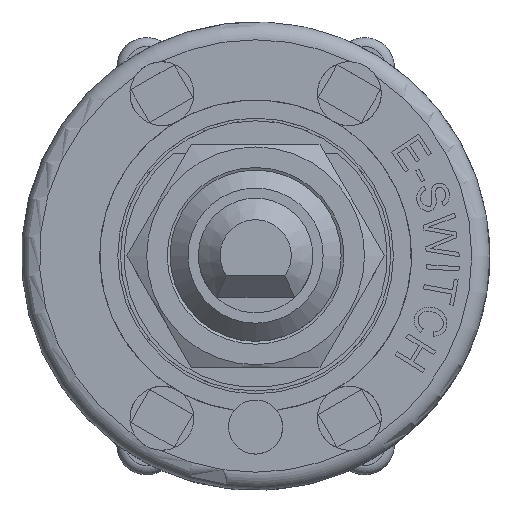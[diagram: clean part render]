
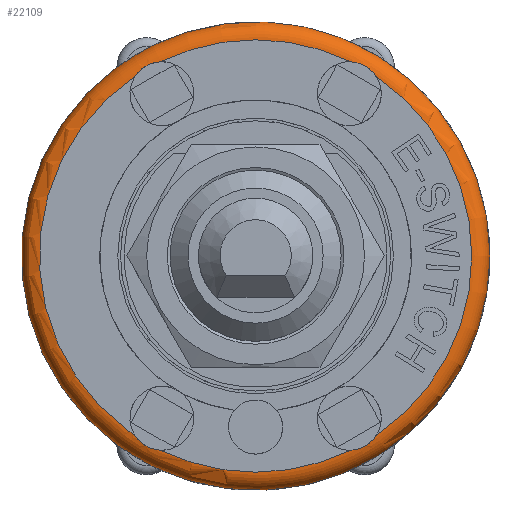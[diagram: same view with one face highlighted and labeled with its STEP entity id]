
A CAD part, top view. The second image highlights one B-rep face of the part: STEP entity #22109.
In plain terms, the highlighted toroidal (fillet/blend) face has major radius 12 mm and minor radius 1 mm.
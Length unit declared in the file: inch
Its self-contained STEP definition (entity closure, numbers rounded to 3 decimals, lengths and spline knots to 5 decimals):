
#21459=CARTESIAN_POINT('',(0.51181,0.0,0.37402));
#21460=VERTEX_POINT('',#21459);
#21461=CARTESIAN_POINT('',(0.0,0.0,0.37402));
#21462=DIRECTION('',(0.0,0.0,1.0));
#21463=DIRECTION('',(-1.0,0.0,0.0));
#21464=AXIS2_PLACEMENT_3D('',#21461,#21462,#21463);
#21465=CIRCLE('',#21464,0.51181);
#21466=EDGE_CURVE('',#21460,#21460,#21465,.T.);
#21709=CARTESIAN_POINT('',(-0.26379,0.39194,0.41339));
#21710=VERTEX_POINT('',#21709);
#21719=CARTESIAN_POINT('',(-0.20753,0.42442,0.41339));
#21720=VERTEX_POINT('',#21719);
#21728=CARTESIAN_POINT('',(-0.26379,0.39194,0.41339));
#21729=CARTESIAN_POINT('',(-0.26063,0.39693,0.41339));
#21730=CARTESIAN_POINT('',(-0.25684,0.40153,0.41318));
#21731=CARTESIAN_POINT('',(-0.25019,0.40776,0.41294));
#21732=CARTESIAN_POINT('',(-0.24774,0.40975,0.41287));
#21733=CARTESIAN_POINT('',(-0.24411,0.41233,0.41281));
#21734=CARTESIAN_POINT('',(-0.24303,0.41306,0.41279));
#21735=CARTESIAN_POINT('',(-0.24115,0.41424,0.41278));
#21736=CARTESIAN_POINT('',(-0.24035,0.41472,0.41278));
#21737=CARTESIAN_POINT('',(-0.23874,0.41565,0.41278));
#21738=CARTESIAN_POINT('',(-0.23791,0.4161,0.41278));
#21739=CARTESIAN_POINT('',(-0.23586,0.41717,0.4128));
#21740=CARTESIAN_POINT('',(-0.23462,0.41777,0.41281));
#21741=CARTESIAN_POINT('',(-0.23029,0.41972,0.41288));
#21742=CARTESIAN_POINT('',(-0.22713,0.42087,0.41296));
#21743=CARTESIAN_POINT('',(-0.2184,0.42336,0.41321));
#21744=CARTESIAN_POINT('',(-0.2129,0.4242,0.41339));
#21745=CARTESIAN_POINT('',(-0.20753,0.42442,0.41339));
#21746=B_SPLINE_CURVE_WITH_KNOTS('',3,(#21728,#21729,#21730,#21731,#21732,#21733,#21734,#21735,#21736,#21737,#21738,#21739,#21740,#21741,#21742,#21743,#21744,#21745),.UNSPECIFIED.,.F.,.U.,(4,2,2,2,2,2,2,2,4),(-0.30321,-0.28459,-0.27477,-0.27072,-0.26786,-0.26495,-0.2607,-0.25033,-0.23279),.UNSPECIFIED.);
#21747=EDGE_CURVE('',#21710,#21720,#21746,.T.);
#21783=CARTESIAN_POINT('',(-0.26379,-0.39194,0.41339));
#21784=VERTEX_POINT('',#21783);
#21794=CARTESIAN_POINT('',(-0.20753,-0.42442,0.41339));
#21795=VERTEX_POINT('',#21794);
#21796=CARTESIAN_POINT('',(-0.20753,-0.42442,0.41339));
#21797=CARTESIAN_POINT('',(-0.21344,-0.42418,0.41339));
#21798=CARTESIAN_POINT('',(-0.21932,-0.42319,0.41318));
#21799=CARTESIAN_POINT('',(-0.22803,-0.42055,0.41294));
#21800=CARTESIAN_POINT('',(-0.23098,-0.41943,0.41287));
#21801=CARTESIAN_POINT('',(-0.23503,-0.41757,0.41281));
#21802=CARTESIAN_POINT('',(-0.2362,-0.417,0.41279));
#21803=CARTESIAN_POINT('',(-0.23817,-0.41596,0.41278));
#21804=CARTESIAN_POINT('',(-0.23898,-0.41551,0.41278));
#21805=CARTESIAN_POINT('',(-0.24059,-0.41458,0.41278));
#21806=CARTESIAN_POINT('',(-0.2414,-0.41409,0.41278));
#21807=CARTESIAN_POINT('',(-0.24335,-0.41285,0.4128));
#21808=CARTESIAN_POINT('',(-0.24449,-0.41207,0.41281));
#21809=CARTESIAN_POINT('',(-0.24834,-0.4093,0.41288));
#21810=CARTESIAN_POINT('',(-0.25092,-0.40713,0.41296));
#21811=CARTESIAN_POINT('',(-0.25744,-0.40082,0.41321));
#21812=CARTESIAN_POINT('',(-0.26092,-0.39648,0.41339));
#21813=CARTESIAN_POINT('',(-0.26379,-0.39194,0.41339));
#21814=B_SPLINE_CURVE_WITH_KNOTS('',3,(#21796,#21797,#21798,#21799,#21800,#21801,#21802,#21803,#21804,#21805,#21806,#21807,#21808,#21809,#21810,#21811,#21812,#21813),.UNSPECIFIED.,.F.,.U.,(4,2,2,2,2,2,2,2,4),(-0.30321,-0.28459,-0.27477,-0.27072,-0.26786,-0.26495,-0.2607,-0.25033,-0.23279),.UNSPECIFIED.);
#21815=EDGE_CURVE('',#21795,#21784,#21814,.T.);
#21883=CARTESIAN_POINT('',(0.20753,-0.42442,0.41339));
#21884=VERTEX_POINT('',#21883);
#21894=CARTESIAN_POINT('',(0.26379,-0.39194,0.41339));
#21895=VERTEX_POINT('',#21894);
#21896=CARTESIAN_POINT('',(0.26379,-0.39194,0.41339));
#21897=CARTESIAN_POINT('',(0.26063,-0.39693,0.41339));
#21898=CARTESIAN_POINT('',(0.25684,-0.40153,0.41318));
#21899=CARTESIAN_POINT('',(0.25019,-0.40776,0.41294));
#21900=CARTESIAN_POINT('',(0.24774,-0.40975,0.41287));
#21901=CARTESIAN_POINT('',(0.24411,-0.41233,0.41281));
#21902=CARTESIAN_POINT('',(0.24303,-0.41306,0.41279));
#21903=CARTESIAN_POINT('',(0.24115,-0.41424,0.41278));
#21904=CARTESIAN_POINT('',(0.24035,-0.41472,0.41278));
#21905=CARTESIAN_POINT('',(0.23874,-0.41565,0.41278));
#21906=CARTESIAN_POINT('',(0.23791,-0.4161,0.41278));
#21907=CARTESIAN_POINT('',(0.23586,-0.41717,0.4128));
#21908=CARTESIAN_POINT('',(0.23462,-0.41777,0.41281));
#21909=CARTESIAN_POINT('',(0.23029,-0.41972,0.41288));
#21910=CARTESIAN_POINT('',(0.22713,-0.42087,0.41296));
#21911=CARTESIAN_POINT('',(0.2184,-0.42336,0.41321));
#21912=CARTESIAN_POINT('',(0.2129,-0.4242,0.41339));
#21913=CARTESIAN_POINT('',(0.20753,-0.42442,0.41339));
#21914=B_SPLINE_CURVE_WITH_KNOTS('',3,(#21896,#21897,#21898,#21899,#21900,#21901,#21902,#21903,#21904,#21905,#21906,#21907,#21908,#21909,#21910,#21911,#21912,#21913),.UNSPECIFIED.,.F.,.U.,(4,2,2,2,2,2,2,2,4),(-0.30321,-0.28459,-0.27477,-0.27072,-0.26786,-0.26495,-0.2607,-0.25033,-0.23279),.UNSPECIFIED.);
#21915=EDGE_CURVE('',#21895,#21884,#21914,.T.);
#22009=CARTESIAN_POINT('',(0.20753,0.42442,0.41339));
#22010=VERTEX_POINT('',#22009);
#22019=CARTESIAN_POINT('',(0.26379,0.39194,0.41339));
#22020=VERTEX_POINT('',#22019);
#22028=CARTESIAN_POINT('',(0.20753,0.42442,0.41339));
#22029=CARTESIAN_POINT('',(0.21344,0.42418,0.41339));
#22030=CARTESIAN_POINT('',(0.21932,0.42319,0.41318));
#22031=CARTESIAN_POINT('',(0.22803,0.42055,0.41294));
#22032=CARTESIAN_POINT('',(0.23098,0.41943,0.41287));
#22033=CARTESIAN_POINT('',(0.23503,0.41757,0.41281));
#22034=CARTESIAN_POINT('',(0.2362,0.417,0.41279));
#22035=CARTESIAN_POINT('',(0.23817,0.41596,0.41278));
#22036=CARTESIAN_POINT('',(0.23898,0.41551,0.41278));
#22037=CARTESIAN_POINT('',(0.24059,0.41458,0.41278));
#22038=CARTESIAN_POINT('',(0.2414,0.41409,0.41278));
#22039=CARTESIAN_POINT('',(0.24335,0.41285,0.4128));
#22040=CARTESIAN_POINT('',(0.24449,0.41207,0.41281));
#22041=CARTESIAN_POINT('',(0.24834,0.4093,0.41288));
#22042=CARTESIAN_POINT('',(0.25092,0.40713,0.41296));
#22043=CARTESIAN_POINT('',(0.25744,0.40082,0.41321));
#22044=CARTESIAN_POINT('',(0.26092,0.39648,0.41339));
#22045=CARTESIAN_POINT('',(0.26379,0.39194,0.41339));
#22046=B_SPLINE_CURVE_WITH_KNOTS('',3,(#22028,#22029,#22030,#22031,#22032,#22033,#22034,#22035,#22036,#22037,#22038,#22039,#22040,#22041,#22042,#22043,#22044,#22045),.UNSPECIFIED.,.F.,.U.,(4,2,2,2,2,2,2,2,4),(-0.30321,-0.28459,-0.27477,-0.27072,-0.26786,-0.26495,-0.2607,-0.25033,-0.23279),.UNSPECIFIED.);
#22047=EDGE_CURVE('',#22010,#22020,#22046,.T.);
#22067=CARTESIAN_POINT('',(0.0,0.0,0.37402));
#22068=DIRECTION('',(0.0,0.0,-1.0));
#22069=DIRECTION('',(-1.0,0.0,0.0));
#22070=AXIS2_PLACEMENT_3D('',#22067,#22068,#22069);
#22071=TOROIDAL_SURFACE('',#22070,0.47244,0.03937);
#22072=ORIENTED_EDGE('',*,*,#21466,.T.);
#22073=EDGE_LOOP('',(#22072));
#22074=FACE_OUTER_BOUND('',#22073,.T.);
#22075=CARTESIAN_POINT('',(0.0,0.0,0.41339));
#22076=DIRECTION('',(0.0,0.0,-1.0));
#22077=DIRECTION('',(-1.0,0.0,0.0));
#22078=AXIS2_PLACEMENT_3D('',#22075,#22076,#22077);
#22079=CIRCLE('',#22078,0.47244);
#22080=EDGE_CURVE('',#21784,#21710,#22079,.T.);
#22081=ORIENTED_EDGE('',*,*,#22080,.T.);
#22082=ORIENTED_EDGE('',*,*,#21747,.T.);
#22083=CARTESIAN_POINT('',(0.0,0.0,0.41339));
#22084=DIRECTION('',(0.0,0.0,-1.0));
#22085=DIRECTION('',(-1.0,0.0,0.0));
#22086=AXIS2_PLACEMENT_3D('',#22083,#22084,#22085);
#22087=CIRCLE('',#22086,0.47244);
#22088=EDGE_CURVE('',#21720,#22010,#22087,.T.);
#22089=ORIENTED_EDGE('',*,*,#22088,.T.);
#22090=ORIENTED_EDGE('',*,*,#22047,.T.);
#22091=CARTESIAN_POINT('',(0.0,0.0,0.41339));
#22092=DIRECTION('',(0.0,0.0,-1.0));
#22093=DIRECTION('',(-1.0,0.0,0.0));
#22094=AXIS2_PLACEMENT_3D('',#22091,#22092,#22093);
#22095=CIRCLE('',#22094,0.47244);
#22096=EDGE_CURVE('',#22020,#21895,#22095,.T.);
#22097=ORIENTED_EDGE('',*,*,#22096,.T.);
#22098=ORIENTED_EDGE('',*,*,#21915,.T.);
#22099=CARTESIAN_POINT('',(0.0,0.0,0.41339));
#22100=DIRECTION('',(0.0,0.0,-1.0));
#22101=DIRECTION('',(-1.0,0.0,0.0));
#22102=AXIS2_PLACEMENT_3D('',#22099,#22100,#22101);
#22103=CIRCLE('',#22102,0.47244);
#22104=EDGE_CURVE('',#21884,#21795,#22103,.T.);
#22105=ORIENTED_EDGE('',*,*,#22104,.T.);
#22106=ORIENTED_EDGE('',*,*,#21815,.T.);
#22107=EDGE_LOOP('',(#22081,#22082,#22089,#22090,#22097,#22098,#22105,#22106));
#22108=FACE_BOUND('',#22107,.T.);
#22109=ADVANCED_FACE('',(#22074,#22108),#22071,.T.);
